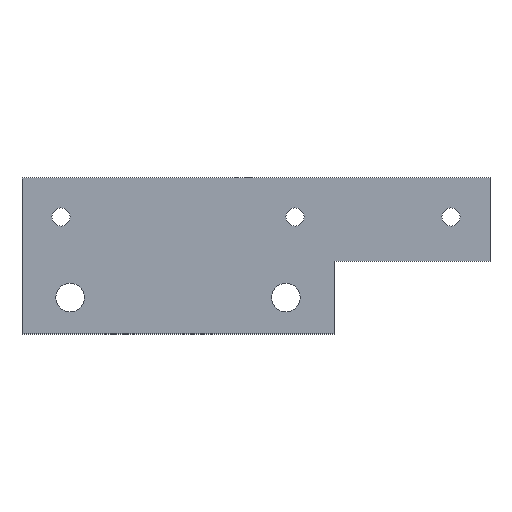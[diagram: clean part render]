
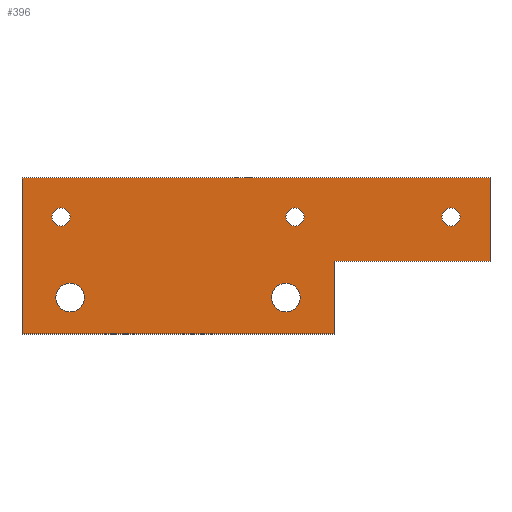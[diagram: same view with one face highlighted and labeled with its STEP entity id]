
A CAD part, top view. The second image highlights one B-rep face of the part: STEP entity #396.
In plain terms, the highlighted planar face has unit normal (0, 0, 1).
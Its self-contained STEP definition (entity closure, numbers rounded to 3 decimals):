
#29=FACE_BOUND('',#89,.T.);
#30=FACE_BOUND('',#90,.T.);
#31=FACE_BOUND('',#91,.T.);
#32=FACE_BOUND('',#92,.T.);
#33=FACE_BOUND('',#93,.T.);
#36=CIRCLE('',#419,1.75);
#40=CIRCLE('',#431,1.75);
#41=CIRCLE('',#433,1.75);
#42=CIRCLE('',#435,2.75);
#43=CIRCLE('',#437,2.75);
#63=FACE_OUTER_BOUND('',#88,.T.);
#88=EDGE_LOOP('',(#351,#352,#353,#354,#355,#356));
#89=EDGE_LOOP('',(#357));
#90=EDGE_LOOP('',(#358));
#91=EDGE_LOOP('',(#359));
#92=EDGE_LOOP('',(#360));
#93=EDGE_LOOP('',(#361));
#103=LINE('',#578,#144);
#109=LINE('',#595,#150);
#113=LINE('',#602,#154);
#130=LINE('',#647,#171);
#132=LINE('',#651,#173);
#134=LINE('',#654,#175);
#144=VECTOR('',#468,10.);
#150=VECTOR('',#482,10.);
#154=VECTOR('',#488,10.);
#171=VECTOR('',#537,10.);
#173=VECTOR('',#541,10.);
#175=VECTOR('',#545,10.);
#185=VERTEX_POINT('',#575);
#186=VERTEX_POINT('',#577);
#188=VERTEX_POINT('',#583);
#192=VERTEX_POINT('',#592);
#193=VERTEX_POINT('',#594);
#203=VERTEX_POINT('',#630);
#204=VERTEX_POINT('',#634);
#205=VERTEX_POINT('',#638);
#206=VERTEX_POINT('',#642);
#207=VERTEX_POINT('',#646);
#208=VERTEX_POINT('',#650);
#220=EDGE_CURVE('',#186,#185,#103,.T.);
#223=EDGE_CURVE('',#188,#188,#36,.T.);
#228=EDGE_CURVE('',#193,#192,#109,.T.);
#232=EDGE_CURVE('',#185,#193,#113,.T.);
#247=EDGE_CURVE('',#203,#203,#40,.T.);
#249=EDGE_CURVE('',#204,#204,#41,.T.);
#251=EDGE_CURVE('',#205,#205,#42,.T.);
#253=EDGE_CURVE('',#206,#206,#43,.T.);
#255=EDGE_CURVE('',#207,#186,#130,.T.);
#257=EDGE_CURVE('',#208,#207,#132,.T.);
#259=EDGE_CURVE('',#192,#208,#134,.T.);
#351=ORIENTED_EDGE('',*,*,#220,.T.);
#352=ORIENTED_EDGE('',*,*,#232,.T.);
#353=ORIENTED_EDGE('',*,*,#228,.T.);
#354=ORIENTED_EDGE('',*,*,#259,.T.);
#355=ORIENTED_EDGE('',*,*,#257,.T.);
#356=ORIENTED_EDGE('',*,*,#255,.T.);
#357=ORIENTED_EDGE('',*,*,#223,.T.);
#358=ORIENTED_EDGE('',*,*,#253,.T.);
#359=ORIENTED_EDGE('',*,*,#251,.T.);
#360=ORIENTED_EDGE('',*,*,#249,.T.);
#361=ORIENTED_EDGE('',*,*,#247,.T.);
#376=PLANE('',#441);
#396=ADVANCED_FACE('',(#63,#29,#30,#31,#32,#33),#376,.T.);
#419=AXIS2_PLACEMENT_3D('',#584,#473,#474);
#431=AXIS2_PLACEMENT_3D('',#631,#517,#518);
#433=AXIS2_PLACEMENT_3D('',#635,#522,#523);
#435=AXIS2_PLACEMENT_3D('',#639,#527,#528);
#437=AXIS2_PLACEMENT_3D('',#643,#532,#533);
#441=AXIS2_PLACEMENT_3D('',#655,#546,#547);
#468=DIRECTION('',(0.,1.,0.));
#473=DIRECTION('center_axis',(0.,0.,-1.));
#474=DIRECTION('ref_axis',(1.,0.,0.));
#482=DIRECTION('',(0.,1.,0.));
#488=DIRECTION('',(1.,0.,0.));
#517=DIRECTION('center_axis',(0.,0.,-1.));
#518=DIRECTION('ref_axis',(1.,0.,0.));
#522=DIRECTION('center_axis',(0.,0.,-1.));
#523=DIRECTION('ref_axis',(1.,0.,0.));
#527=DIRECTION('center_axis',(0.,0.,-1.));
#528=DIRECTION('ref_axis',(1.,0.,0.));
#532=DIRECTION('center_axis',(0.,0.,-1.));
#533=DIRECTION('ref_axis',(1.,0.,0.));
#537=DIRECTION('',(1.,0.,0.));
#541=DIRECTION('',(0.,-1.,0.));
#545=DIRECTION('',(-1.,0.,0.));
#546=DIRECTION('center_axis',(0.,0.,1.));
#547=DIRECTION('ref_axis',(1.,0.,0.));
#575=CARTESIAN_POINT('',(60.,-1.,1.));
#577=CARTESIAN_POINT('',(60.,-15.,1.));
#578=CARTESIAN_POINT('',(60.,-15.,1.));
#583=CARTESIAN_POINT('',(80.75,7.5,1.));
#584=CARTESIAN_POINT('Origin',(82.5,7.5,1.));
#592=CARTESIAN_POINT('',(90.,15.,1.));
#594=CARTESIAN_POINT('',(90.,-1.,1.));
#595=CARTESIAN_POINT('',(90.,-1.,1.));
#602=CARTESIAN_POINT('',(60.,-1.,1.));
#630=CARTESIAN_POINT('',(50.75,7.5,1.));
#631=CARTESIAN_POINT('Origin',(52.5,7.5,1.));
#634=CARTESIAN_POINT('',(5.75,7.5,1.));
#635=CARTESIAN_POINT('Origin',(7.5,7.5,1.));
#638=CARTESIAN_POINT('',(48.,-8.,1.));
#639=CARTESIAN_POINT('Origin',(50.75,-8.,1.));
#642=CARTESIAN_POINT('',(6.5,-8.,1.));
#643=CARTESIAN_POINT('Origin',(9.25,-8.,1.));
#646=CARTESIAN_POINT('',(0.,-15.,1.));
#647=CARTESIAN_POINT('',(0.,-15.,1.));
#650=CARTESIAN_POINT('',(0.,15.,1.));
#651=CARTESIAN_POINT('',(0.,15.,1.));
#654=CARTESIAN_POINT('',(60.,15.,1.));
#655=CARTESIAN_POINT('Origin',(30.,0.,1.));
